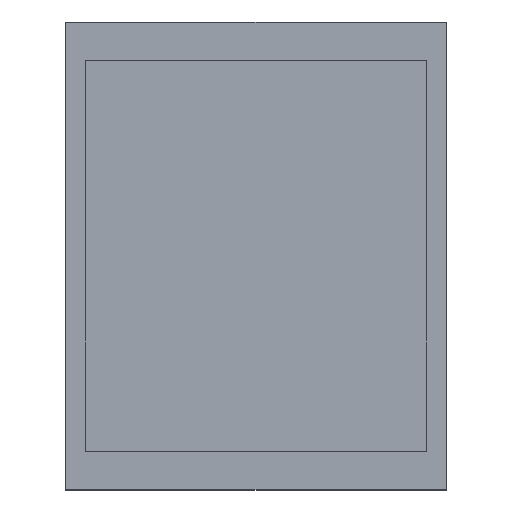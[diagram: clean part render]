
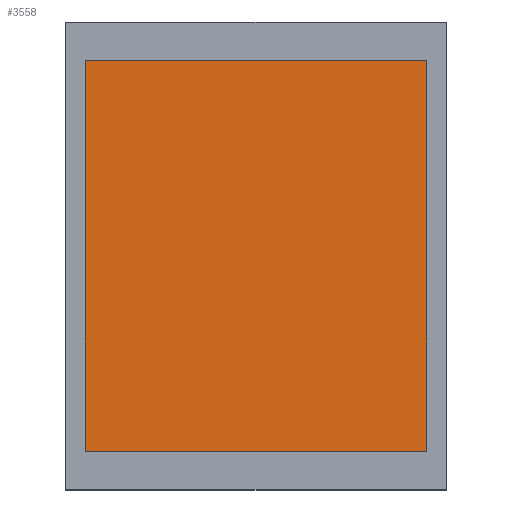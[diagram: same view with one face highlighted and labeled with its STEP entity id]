
A CAD part, top view. The second image highlights one B-rep face of the part: STEP entity #3558.
In plain terms, the highlighted planar face has unit normal (0, 0, 1).
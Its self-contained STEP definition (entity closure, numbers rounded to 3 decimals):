
#1385 = PLANE('',#1386);
#1386 = AXIS2_PLACEMENT_3D('',#1387,#1388,#1389);
#1387 = CARTESIAN_POINT('',(-2.1,2.4,0.5));
#1388 = DIRECTION('',(0.,1.,0.));
#1389 = DIRECTION('',(1.,0.,0.));
#1413 = PLANE('',#1414);
#1414 = AXIS2_PLACEMENT_3D('',#1415,#1416,#1417);
#1415 = CARTESIAN_POINT('',(-2.1,-2.4,0.5));
#1416 = DIRECTION('',(-1.,0.,0.));
#1417 = DIRECTION('',(0.,1.,0.));
#1441 = PLANE('',#1442);
#1442 = AXIS2_PLACEMENT_3D('',#1443,#1444,#1445);
#1443 = CARTESIAN_POINT('',(2.1,-2.4,0.5));
#1444 = DIRECTION('',(0.,-1.,0.));
#1445 = DIRECTION('',(-1.,0.,0.));
#1467 = PLANE('',#1468);
#1468 = AXIS2_PLACEMENT_3D('',#1469,#1470,#1471);
#1469 = CARTESIAN_POINT('',(2.1,2.4,0.5));
#1470 = DIRECTION('',(1.,0.,0.));
#1471 = DIRECTION('',(0.,-1.,0.));
#3299 = VERTEX_POINT('',#3300);
#3300 = CARTESIAN_POINT('',(-2.1,2.4,1.2));
#3321 = EDGE_CURVE('',#3299,#3322,#3324,.T.);
#3322 = VERTEX_POINT('',#3323);
#3323 = CARTESIAN_POINT('',(2.1,2.4,1.2));
#3324 = SURFACE_CURVE('',#3325,(#3329,#3336),.PCURVE_S1.);
#3325 = LINE('',#3326,#3327);
#3326 = CARTESIAN_POINT('',(-2.1,2.4,1.2));
#3327 = VECTOR('',#3328,1.);
#3328 = DIRECTION('',(1.,0.,0.));
#3329 = PCURVE('',#1385,#3330);
#3330 = DEFINITIONAL_REPRESENTATION('',(#3331),#3335);
#3331 = LINE('',#3332,#3333);
#3332 = CARTESIAN_POINT('',(0.,-0.7));
#3333 = VECTOR('',#3334,1.);
#3334 = DIRECTION('',(1.,0.));
#3335 = ( GEOMETRIC_REPRESENTATION_CONTEXT(2) 
PARAMETRIC_REPRESENTATION_CONTEXT() REPRESENTATION_CONTEXT('2D SPACE',''
  ) );
#3336 = PCURVE('',#3337,#3342);
#3337 = PLANE('',#3338);
#3338 = AXIS2_PLACEMENT_3D('',#3339,#3340,#3341);
#3339 = CARTESIAN_POINT('',(0.,0.,1.2));
#3340 = DIRECTION('',(-0.,-0.,-1.));
#3341 = DIRECTION('',(-1.,0.,0.));
#3342 = DEFINITIONAL_REPRESENTATION('',(#3343),#3347);
#3343 = LINE('',#3344,#3345);
#3344 = CARTESIAN_POINT('',(2.1,2.4));
#3345 = VECTOR('',#3346,1.);
#3346 = DIRECTION('',(-1.,0.));
#3347 = ( GEOMETRIC_REPRESENTATION_CONTEXT(2) 
PARAMETRIC_REPRESENTATION_CONTEXT() REPRESENTATION_CONTEXT('2D SPACE',''
  ) );
#3375 = EDGE_CURVE('',#3322,#3376,#3378,.T.);
#3376 = VERTEX_POINT('',#3377);
#3377 = CARTESIAN_POINT('',(2.1,-2.4,1.2));
#3378 = SURFACE_CURVE('',#3379,(#3383,#3390),.PCURVE_S1.);
#3379 = LINE('',#3380,#3381);
#3380 = CARTESIAN_POINT('',(2.1,2.4,1.2));
#3381 = VECTOR('',#3382,1.);
#3382 = DIRECTION('',(0.,-1.,0.));
#3383 = PCURVE('',#1467,#3384);
#3384 = DEFINITIONAL_REPRESENTATION('',(#3385),#3389);
#3385 = LINE('',#3386,#3387);
#3386 = CARTESIAN_POINT('',(0.,-0.7));
#3387 = VECTOR('',#3388,1.);
#3388 = DIRECTION('',(1.,0.));
#3389 = ( GEOMETRIC_REPRESENTATION_CONTEXT(2) 
PARAMETRIC_REPRESENTATION_CONTEXT() REPRESENTATION_CONTEXT('2D SPACE',''
  ) );
#3390 = PCURVE('',#3337,#3391);
#3391 = DEFINITIONAL_REPRESENTATION('',(#3392),#3396);
#3392 = LINE('',#3393,#3394);
#3393 = CARTESIAN_POINT('',(-2.1,2.4));
#3394 = VECTOR('',#3395,1.);
#3395 = DIRECTION('',(0.,-1.));
#3396 = ( GEOMETRIC_REPRESENTATION_CONTEXT(2) 
PARAMETRIC_REPRESENTATION_CONTEXT() REPRESENTATION_CONTEXT('2D SPACE',''
  ) );
#3424 = EDGE_CURVE('',#3376,#3425,#3427,.T.);
#3425 = VERTEX_POINT('',#3426);
#3426 = CARTESIAN_POINT('',(-2.1,-2.4,1.2));
#3427 = SURFACE_CURVE('',#3428,(#3432,#3439),.PCURVE_S1.);
#3428 = LINE('',#3429,#3430);
#3429 = CARTESIAN_POINT('',(2.1,-2.4,1.2));
#3430 = VECTOR('',#3431,1.);
#3431 = DIRECTION('',(-1.,0.,0.));
#3432 = PCURVE('',#1441,#3433);
#3433 = DEFINITIONAL_REPRESENTATION('',(#3434),#3438);
#3434 = LINE('',#3435,#3436);
#3435 = CARTESIAN_POINT('',(0.,-0.7));
#3436 = VECTOR('',#3437,1.);
#3437 = DIRECTION('',(1.,0.));
#3438 = ( GEOMETRIC_REPRESENTATION_CONTEXT(2) 
PARAMETRIC_REPRESENTATION_CONTEXT() REPRESENTATION_CONTEXT('2D SPACE',''
  ) );
#3439 = PCURVE('',#3337,#3440);
#3440 = DEFINITIONAL_REPRESENTATION('',(#3441),#3445);
#3441 = LINE('',#3442,#3443);
#3442 = CARTESIAN_POINT('',(-2.1,-2.4));
#3443 = VECTOR('',#3444,1.);
#3444 = DIRECTION('',(1.,0.));
#3445 = ( GEOMETRIC_REPRESENTATION_CONTEXT(2) 
PARAMETRIC_REPRESENTATION_CONTEXT() REPRESENTATION_CONTEXT('2D SPACE',''
  ) );
#3473 = EDGE_CURVE('',#3425,#3299,#3474,.T.);
#3474 = SURFACE_CURVE('',#3475,(#3479,#3486),.PCURVE_S1.);
#3475 = LINE('',#3476,#3477);
#3476 = CARTESIAN_POINT('',(-2.1,-2.4,1.2));
#3477 = VECTOR('',#3478,1.);
#3478 = DIRECTION('',(0.,1.,0.));
#3479 = PCURVE('',#1413,#3480);
#3480 = DEFINITIONAL_REPRESENTATION('',(#3481),#3485);
#3481 = LINE('',#3482,#3483);
#3482 = CARTESIAN_POINT('',(0.,-0.7));
#3483 = VECTOR('',#3484,1.);
#3484 = DIRECTION('',(1.,0.));
#3485 = ( GEOMETRIC_REPRESENTATION_CONTEXT(2) 
PARAMETRIC_REPRESENTATION_CONTEXT() REPRESENTATION_CONTEXT('2D SPACE',''
  ) );
#3486 = PCURVE('',#3337,#3487);
#3487 = DEFINITIONAL_REPRESENTATION('',(#3488),#3492);
#3488 = LINE('',#3489,#3490);
#3489 = CARTESIAN_POINT('',(2.1,-2.4));
#3490 = VECTOR('',#3491,1.);
#3491 = DIRECTION('',(0.,1.));
#3492 = ( GEOMETRIC_REPRESENTATION_CONTEXT(2) 
PARAMETRIC_REPRESENTATION_CONTEXT() REPRESENTATION_CONTEXT('2D SPACE',''
  ) );
#3558 = ADVANCED_FACE('',(#3559),#3337,.F.);
#3559 = FACE_BOUND('',#3560,.F.);
#3560 = EDGE_LOOP('',(#3561,#3562,#3563,#3564));
#3561 = ORIENTED_EDGE('',*,*,#3321,.T.);
#3562 = ORIENTED_EDGE('',*,*,#3375,.T.);
#3563 = ORIENTED_EDGE('',*,*,#3424,.T.);
#3564 = ORIENTED_EDGE('',*,*,#3473,.T.);
